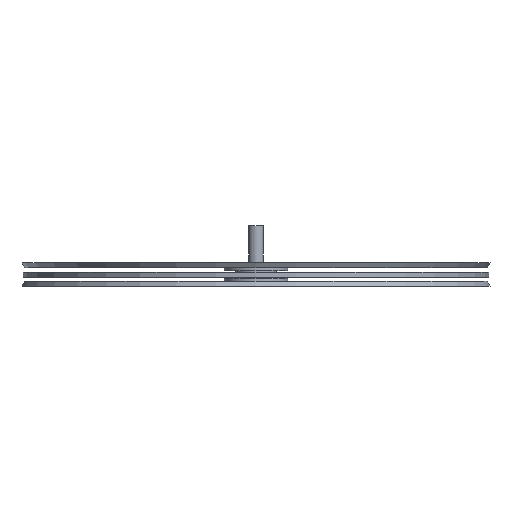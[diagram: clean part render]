
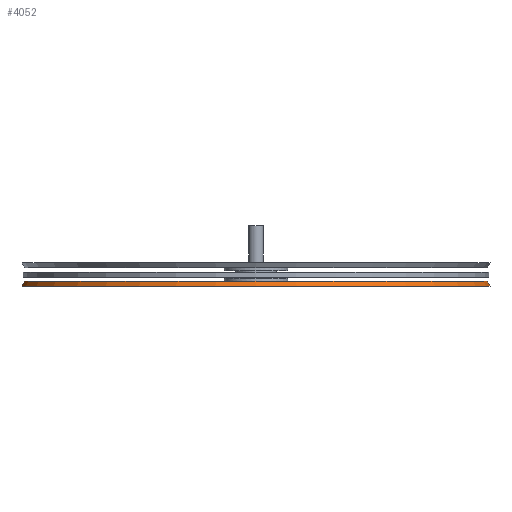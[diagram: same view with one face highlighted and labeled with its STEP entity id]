
A CAD part, front view. The second image highlights one B-rep face of the part: STEP entity #4052.
In plain terms, the highlighted conical face has half-angle 30.466 degrees and reference radius 83.35 mm.
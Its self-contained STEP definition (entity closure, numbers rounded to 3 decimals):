
#269 = CIRCLE ( 'NONE', #869, 79.517 ) ;
#317 = DIRECTION ( 'NONE',  ( 0., 0., 1. ) ) ;
#403 = DIRECTION ( 'NONE',  ( -0.507, 0., -0.862 ) ) ;
#505 = LINE ( 'NONE', #1956, #2772 ) ;
#758 = VERTEX_POINT ( 'NONE', #1016 ) ;
#869 = AXIS2_PLACEMENT_3D ( 'NONE', #1089, #2850, #2088 ) ;
#1016 = CARTESIAN_POINT ( 'NONE',  ( -80.517, 0., 0. ) ) ;
#1021 = AXIS2_PLACEMENT_3D ( 'NONE', #2070, #2788, #3897 ) ;
#1085 = CARTESIAN_POINT ( 'NONE',  ( -83.35, 0., -4.815 ) ) ;
#1089 = CARTESIAN_POINT ( 'NONE',  ( 0., 0., 1.7 ) ) ;
#1175 = EDGE_CURVE ( 'NONE', #4456, #758, #1825, .T. ) ;
#1811 = EDGE_CURVE ( 'NONE', #758, #2036, #3491, .T. ) ;
#1825 = LINE ( 'NONE', #1085, #2064 ) ;
#1859 = CONICAL_SURFACE ( 'NONE', #1021, 83.35, 0.532 ) ;
#1956 = CARTESIAN_POINT ( 'NONE',  ( 83.35, 0., -4.815 ) ) ;
#2036 = VERTEX_POINT ( 'NONE', #2946 ) ;
#2064 = VECTOR ( 'NONE', #403, 1000. ) ;
#2066 = CARTESIAN_POINT ( 'NONE',  ( 79.517, 0., 1.7 ) ) ;
#2070 = CARTESIAN_POINT ( 'NONE',  ( 0., 0., -4.815 ) ) ;
#2088 = DIRECTION ( 'NONE',  ( -1., 0., 0. ) ) ;
#2214 = AXIS2_PLACEMENT_3D ( 'NONE', #2528, #317, #3922 ) ;
#2346 = ORIENTED_EDGE ( 'NONE', *, *, #2894, .F. ) ;
#2528 = CARTESIAN_POINT ( 'NONE',  ( 0., 0., 0. ) ) ;
#2540 = EDGE_CURVE ( 'NONE', #2806, #2036, #505, .T. ) ;
#2651 = ORIENTED_EDGE ( 'NONE', *, *, #2540, .F. ) ;
#2696 = DIRECTION ( 'NONE',  ( 0.507, 0., -0.862 ) ) ;
#2772 = VECTOR ( 'NONE', #2696, 1000. ) ;
#2788 = DIRECTION ( 'NONE',  ( 0., 0., -1. ) ) ;
#2806 = VERTEX_POINT ( 'NONE', #2066 ) ;
#2850 = DIRECTION ( 'NONE',  ( 0., 0., 1. ) ) ;
#2894 = EDGE_CURVE ( 'NONE', #4456, #2806, #269, .T. ) ;
#2946 = CARTESIAN_POINT ( 'NONE',  ( 80.517, 0., 0. ) ) ;
#2957 = CARTESIAN_POINT ( 'NONE',  ( -79.517, 0., 1.7 ) ) ;
#3126 = ORIENTED_EDGE ( 'NONE', *, *, #1175, .T. ) ;
#3254 = ORIENTED_EDGE ( 'NONE', *, *, #1811, .T. ) ;
#3491 = CIRCLE ( 'NONE', #2214, 80.517 ) ;
#3852 = FACE_OUTER_BOUND ( 'NONE', #4613, .T. ) ;
#3897 = DIRECTION ( 'NONE',  ( -1., 0., 0. ) ) ;
#3922 = DIRECTION ( 'NONE',  ( 1., 0., 0. ) ) ;
#4052 = ADVANCED_FACE ( 'NONE', ( #3852 ), #1859, .T. ) ;
#4456 = VERTEX_POINT ( 'NONE', #2957 ) ;
#4613 = EDGE_LOOP ( 'NONE', ( #2651, #2346, #3126, #3254 ) ) ;
